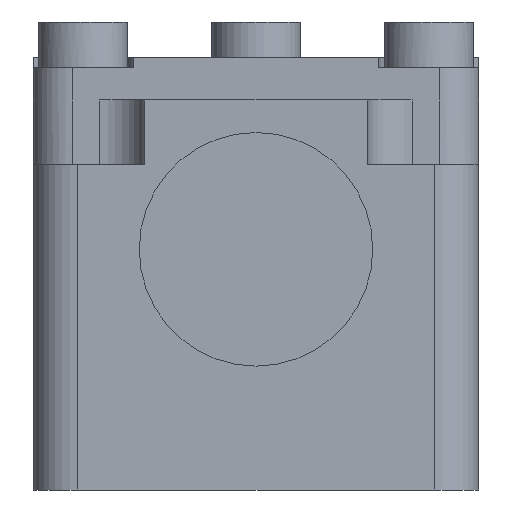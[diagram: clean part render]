
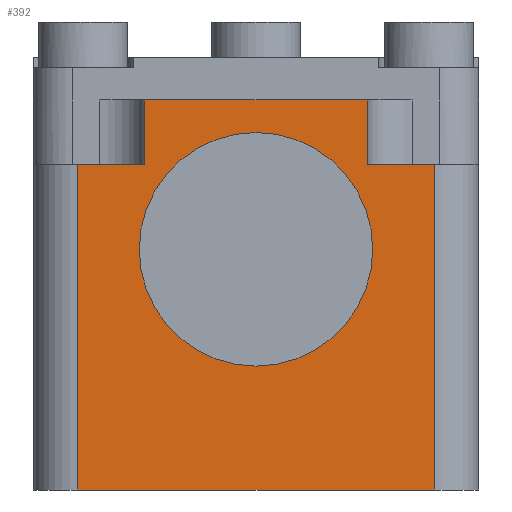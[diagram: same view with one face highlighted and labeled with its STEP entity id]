
A CAD part, front view. The second image highlights one B-rep face of the part: STEP entity #392.
In plain terms, the highlighted planar face has unit normal (0, -1, 0).
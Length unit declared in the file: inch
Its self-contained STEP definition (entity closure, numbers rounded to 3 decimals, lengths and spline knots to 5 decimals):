
#14 = CARTESIAN_POINT ( 'NONE',  ( -0.19291, -2.50787, 1.37795 ) ) ;
#56 = EDGE_CURVE ( 'NONE', #3740, #4326, #2309, .T. ) ;
#92 = VECTOR ( 'NONE', #1148, 39.37008 ) ;
#124 = LINE ( 'NONE', #4790, #4298 ) ;
#165 = DIRECTION ( 'NONE',  ( 1., 0., 0. ) ) ;
#236 = VERTEX_POINT ( 'NONE', #3732 ) ;
#269 = EDGE_CURVE ( 'NONE', #236, #4264, #4182, .T. ) ;
#301 = CARTESIAN_POINT ( 'NONE',  ( 1.22441, -2.50787, 1.14961 ) ) ;
#392 = ADVANCED_FACE ( 'NONE', ( #3068, #2291 ), #4666, .F. ) ;
#425 = EDGE_LOOP ( 'NONE', ( #2136, #1596, #4410, #1266, #4817, #2584, #3171, #577 ) ) ;
#577 = ORIENTED_EDGE ( 'NONE', *, *, #3079, .F. ) ;
#653 = VERTEX_POINT ( 'NONE', #2498 ) ;
#973 = DIRECTION ( 'NONE',  ( 0., 0., -1. ) ) ;
#1036 = CARTESIAN_POINT ( 'NONE',  ( -0.19291, -2.50787, 1.14961 ) ) ;
#1148 = DIRECTION ( 'NONE',  ( 1., 0., 0. ) ) ;
#1266 = ORIENTED_EDGE ( 'NONE', *, *, #269, .F. ) ;
#1377 = CARTESIAN_POINT ( 'NONE',  ( 0.98819, -2.50787, 1.37795 ) ) ;
#1448 = VECTOR ( 'NONE', #165, 39.37008 ) ;
#1596 = ORIENTED_EDGE ( 'NONE', *, *, #2651, .T. ) ;
#1790 = VECTOR ( 'NONE', #4233, 39.37008 ) ;
#1836 = VECTOR ( 'NONE', #4582, 39.37008 ) ;
#1848 = CARTESIAN_POINT ( 'NONE',  ( -0.03543, -2.50787, 1.37795 ) ) ;
#1872 = VECTOR ( 'NONE', #5094, 39.37008 ) ;
#1907 = DIRECTION ( 'NONE',  ( 0., 1., 0. ) ) ;
#1957 = EDGE_CURVE ( 'NONE', #4970, #653, #4877, .T. ) ;
#2029 = CARTESIAN_POINT ( 'NONE',  ( 0.20079, -2.50787, 1.37795 ) ) ;
#2120 = EDGE_CURVE ( 'NONE', #2439, #3665, #124, .T. ) ;
#2124 = CARTESIAN_POINT ( 'NONE',  ( 0.59449, -2.50787, 0.85039 ) ) ;
#2136 = ORIENTED_EDGE ( 'NONE', *, *, #56, .F. ) ;
#2226 = VECTOR ( 'NONE', #973, 39.37008 ) ;
#2257 = CARTESIAN_POINT ( 'NONE',  ( 0.59449, -2.50787, 1.26299 ) ) ;
#2275 = ORIENTED_EDGE ( 'NONE', *, *, #1957, .F. ) ;
#2291 = FACE_BOUND ( 'NONE', #4362, .T. ) ;
#2303 = AXIS2_PLACEMENT_3D ( 'NONE', #3194, #3487, #2343 ) ;
#2309 = LINE ( 'NONE', #1848, #1872 ) ;
#2317 = CARTESIAN_POINT ( 'NONE',  ( -0.03543, -2.50787, 1.14961 ) ) ;
#2343 = DIRECTION ( 'NONE',  ( 0., 0., -1. ) ) ;
#2365 = CARTESIAN_POINT ( 'NONE',  ( -0.03543, -2.50787, 0. ) ) ;
#2439 = VERTEX_POINT ( 'NONE', #2808 ) ;
#2481 = EDGE_CURVE ( 'NONE', #653, #4970, #4795, .T. ) ;
#2498 = CARTESIAN_POINT ( 'NONE',  ( 0.59449, -2.50787, 0.4378 ) ) ;
#2584 = ORIENTED_EDGE ( 'NONE', *, *, #4303, .F. ) ;
#2636 = DIRECTION ( 'NONE',  ( 0., -1., 0. ) ) ;
#2639 = EDGE_CURVE ( 'NONE', #4264, #3285, #4064, .T. ) ;
#2651 = EDGE_CURVE ( 'NONE', #3740, #3285, #3303, .T. ) ;
#2677 = CARTESIAN_POINT ( 'NONE',  ( -0.19291, -2.50787, 1.37795 ) ) ;
#2799 = VECTOR ( 'NONE', #3273, 39.37008 ) ;
#2808 = CARTESIAN_POINT ( 'NONE',  ( 0.20079, -2.50787, 1.14961 ) ) ;
#2876 = LINE ( 'NONE', #4471, #1448 ) ;
#2937 = CARTESIAN_POINT ( 'NONE',  ( -0.19291, -2.50787, 0. ) ) ;
#3068 = FACE_OUTER_BOUND ( 'NONE', #425, .T. ) ;
#3079 = EDGE_CURVE ( 'NONE', #4326, #2439, #2876, .T. ) ;
#3171 = ORIENTED_EDGE ( 'NONE', *, *, #2120, .F. ) ;
#3194 = CARTESIAN_POINT ( 'NONE',  ( 0.59449, -2.50787, 0.85039 ) ) ;
#3273 = DIRECTION ( 'NONE',  ( 1., 0., 0. ) ) ;
#3285 = VERTEX_POINT ( 'NONE', #4726 ) ;
#3303 = LINE ( 'NONE', #2937, #2799 ) ;
#3332 = CARTESIAN_POINT ( 'NONE',  ( 1.22441, -2.50787, 1.37795 ) ) ;
#3422 = VERTEX_POINT ( 'NONE', #4047 ) ;
#3487 = DIRECTION ( 'NONE',  ( 0., -1., 0. ) ) ;
#3665 = VERTEX_POINT ( 'NONE', #2029 ) ;
#3669 = DIRECTION ( 'NONE',  ( 0., 0., 1. ) ) ;
#3701 = DIRECTION ( 'NONE',  ( 0., 0., -1. ) ) ;
#3732 = CARTESIAN_POINT ( 'NONE',  ( 0.98819, -2.50787, 1.14961 ) ) ;
#3740 = VERTEX_POINT ( 'NONE', #2365 ) ;
#4047 = CARTESIAN_POINT ( 'NONE',  ( 0.98819, -2.50787, 1.37795 ) ) ;
#4064 = LINE ( 'NONE', #3332, #2226 ) ;
#4182 = LINE ( 'NONE', #1036, #1790 ) ;
#4233 = DIRECTION ( 'NONE',  ( 1., 0., 0. ) ) ;
#4264 = VERTEX_POINT ( 'NONE', #301 ) ;
#4296 = DIRECTION ( 'NONE',  ( 0., 0., 1. ) ) ;
#4298 = VECTOR ( 'NONE', #3669, 39.37008 ) ;
#4303 = EDGE_CURVE ( 'NONE', #3665, #3422, #4392, .T. ) ;
#4326 = VERTEX_POINT ( 'NONE', #2317 ) ;
#4356 = AXIS2_PLACEMENT_3D ( 'NONE', #2677, #1907, #4296 ) ;
#4362 = EDGE_LOOP ( 'NONE', ( #4903, #2275 ) ) ;
#4392 = LINE ( 'NONE', #14, #92 ) ;
#4410 = ORIENTED_EDGE ( 'NONE', *, *, #2639, .F. ) ;
#4471 = CARTESIAN_POINT ( 'NONE',  ( -0.19291, -2.50787, 1.14961 ) ) ;
#4560 = EDGE_CURVE ( 'NONE', #3422, #236, #4605, .T. ) ;
#4582 = DIRECTION ( 'NONE',  ( 0., 0., -1. ) ) ;
#4605 = LINE ( 'NONE', #1377, #1836 ) ;
#4666 = PLANE ( 'NONE',  #4356 ) ;
#4726 = CARTESIAN_POINT ( 'NONE',  ( 1.22441, -2.50787, 0. ) ) ;
#4790 = CARTESIAN_POINT ( 'NONE',  ( 0.20079, -2.50787, 1.37795 ) ) ;
#4795 = CIRCLE ( 'NONE', #2303, 0.4126 ) ;
#4817 = ORIENTED_EDGE ( 'NONE', *, *, #4560, .F. ) ;
#4877 = CIRCLE ( 'NONE', #5046, 0.4126 ) ;
#4903 = ORIENTED_EDGE ( 'NONE', *, *, #2481, .F. ) ;
#4970 = VERTEX_POINT ( 'NONE', #2257 ) ;
#5046 = AXIS2_PLACEMENT_3D ( 'NONE', #2124, #2636, #3701 ) ;
#5094 = DIRECTION ( 'NONE',  ( 0., 0., 1. ) ) ;
